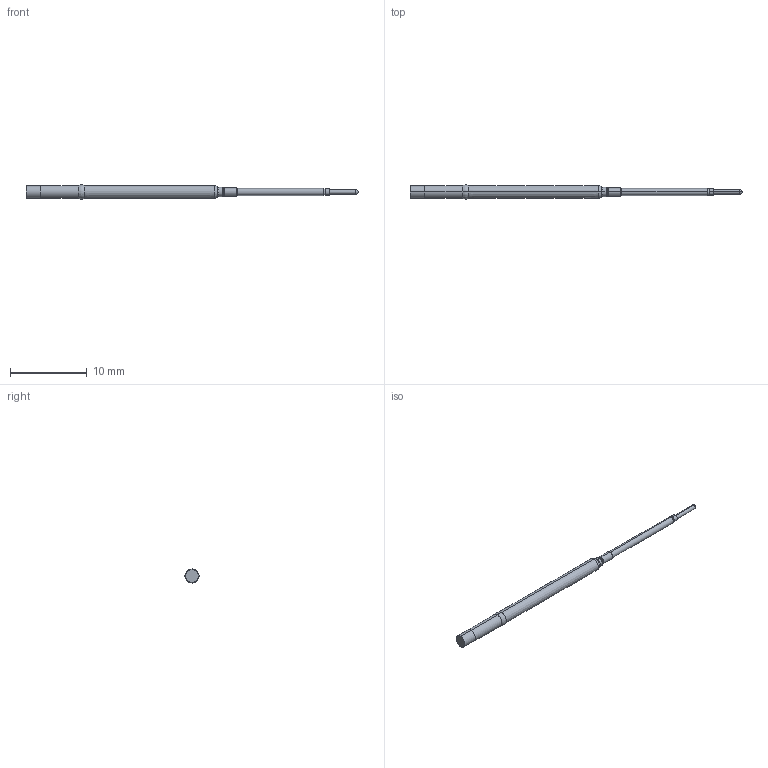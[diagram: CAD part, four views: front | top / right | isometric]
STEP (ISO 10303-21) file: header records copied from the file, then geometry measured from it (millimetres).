
FILE_DESCRIPTION (( 'STEP AP214' ), '1' );
FILE_NAME ('100-SDN250DS0.STEP', '2016-04-26T11:37:55', ( 'spare' ), ( '' ), 'SwSTEP 2.0', 'SolidWorks 2016', '' );
FILE_SCHEMA (( 'AUTOMOTIVE_DESIGN' ));
Length unit declared in the file: inch
Products named in the file (1): 100-SDN250DS0
Bounding box: 43.18 x 1.84 x 1.85 mm (x, y, z)
Volume: 65.4 mm3; surface area: 183.2 mm2
Topology: 1 solids, 1 shells, 40 faces, 78 edges, 42 vertices
Faces by surface type: cylinder 14, torus 12, cone 10, plane 4
Entity records: 1576 total; most frequent: DIRECTION 214, CARTESIAN_POINT 161, ORIENTED_EDGE 156, AXIS2_PLACEMENT_3D 95, EDGE_CURVE 78, CIRCLE 54, UNCERTAINTY_MEASURE_WITH_UNIT 43, LENGTH_MEASURE_WITH_UNIT 43
